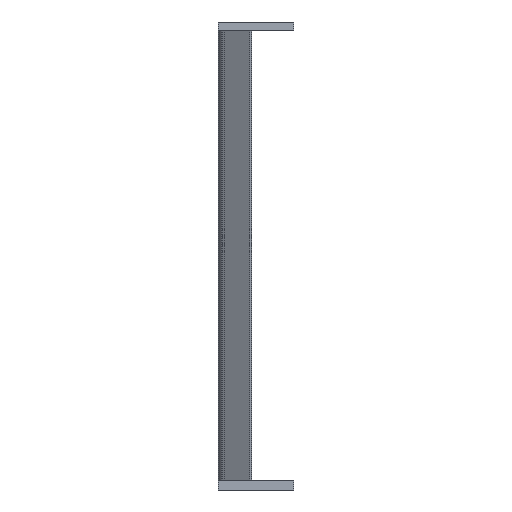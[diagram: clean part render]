
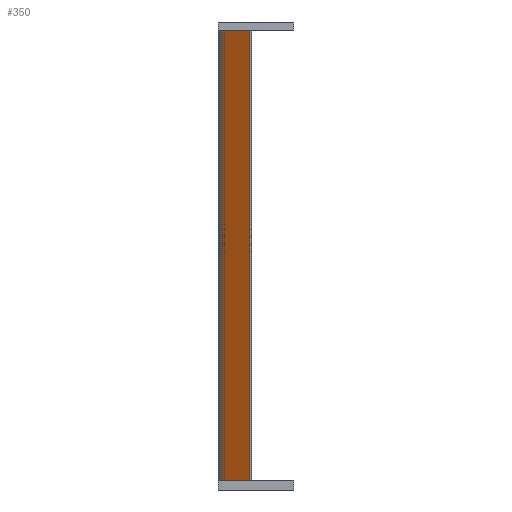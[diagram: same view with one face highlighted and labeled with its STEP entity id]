
A CAD part, left-side view. The second image highlights one B-rep face of the part: STEP entity #350.
In plain terms, the highlighted planar face has unit normal (-0.829, 0.559, 0).
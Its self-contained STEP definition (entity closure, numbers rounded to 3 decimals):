
#24 = CARTESIAN_POINT ( 'NONE',  ( -21., -10.441, 0. ) ) ;
#74 = CARTESIAN_POINT ( 'NONE',  ( -14.255, -0.441, 0. ) ) ;
#88 = CARTESIAN_POINT ( 'NONE',  ( -14.85, -1.322, 0. ) ) ;
#119 = DIRECTION ( 'NONE',  ( 0., 0., 1. ) ) ;
#120 = CARTESIAN_POINT ( 'NONE',  ( -14.85, -1.322, -150. ) ) ;
#152 = VERTEX_POINT ( 'NONE', #645 ) ;
#164 = ORIENTED_EDGE ( 'NONE', *, *, #352, .F. ) ;
#174 = AXIS2_PLACEMENT_3D ( 'NONE', #700, #436, #891 ) ;
#232 = FACE_OUTER_BOUND ( 'NONE', #261, .T. ) ;
#261 = EDGE_LOOP ( 'NONE', ( #602, #164, #459, #637 ) ) ;
#286 = DIRECTION ( 'NONE',  ( 0.559, 0.829, 0. ) ) ;
#338 = EDGE_CURVE ( 'NONE', #343, #713, #685, .T. ) ;
#343 = VERTEX_POINT ( 'NONE', #631 ) ;
#350 = ADVANCED_FACE ( 'NONE', ( #232 ), #774, .F. ) ;
#352 = EDGE_CURVE ( 'NONE', #152, #608, #543, .T. ) ;
#360 = EDGE_CURVE ( 'NONE', #343, #152, #596, .T. ) ;
#436 = DIRECTION ( 'NONE',  ( 0.829, -0.559, 0. ) ) ;
#442 = EDGE_CURVE ( 'NONE', #713, #608, #719, .T. ) ;
#458 = DIRECTION ( 'NONE',  ( 0.559, 0.829, 0. ) ) ;
#459 = ORIENTED_EDGE ( 'NONE', *, *, #360, .F. ) ;
#543 = LINE ( 'NONE', #120, #764 ) ;
#560 = CARTESIAN_POINT ( 'NONE',  ( -21., -10.441, -150. ) ) ;
#564 = CARTESIAN_POINT ( 'NONE',  ( -14.255, -0.441, -150. ) ) ;
#596 = LINE ( 'NONE', #564, #603 ) ;
#602 = ORIENTED_EDGE ( 'NONE', *, *, #442, .T. ) ;
#603 = VECTOR ( 'NONE', #286, 1000. ) ;
#608 = VERTEX_POINT ( 'NONE', #88 ) ;
#631 = CARTESIAN_POINT ( 'NONE',  ( -21., -10.441, -150. ) ) ;
#634 = DIRECTION ( 'NONE',  ( 0., 0., 1. ) ) ;
#637 = ORIENTED_EDGE ( 'NONE', *, *, #338, .T. ) ;
#645 = CARTESIAN_POINT ( 'NONE',  ( -14.85, -1.322, -150. ) ) ;
#685 = LINE ( 'NONE', #560, #858 ) ;
#700 = CARTESIAN_POINT ( 'NONE',  ( -14.255, -0.441, -150. ) ) ;
#713 = VERTEX_POINT ( 'NONE', #24 ) ;
#719 = LINE ( 'NONE', #74, #801 ) ;
#764 = VECTOR ( 'NONE', #634, 1000. ) ;
#774 = PLANE ( 'NONE',  #174 ) ;
#801 = VECTOR ( 'NONE', #458, 1000. ) ;
#858 = VECTOR ( 'NONE', #119, 1000. ) ;
#891 = DIRECTION ( 'NONE',  ( 0.559, 0.829, 0. ) ) ;
